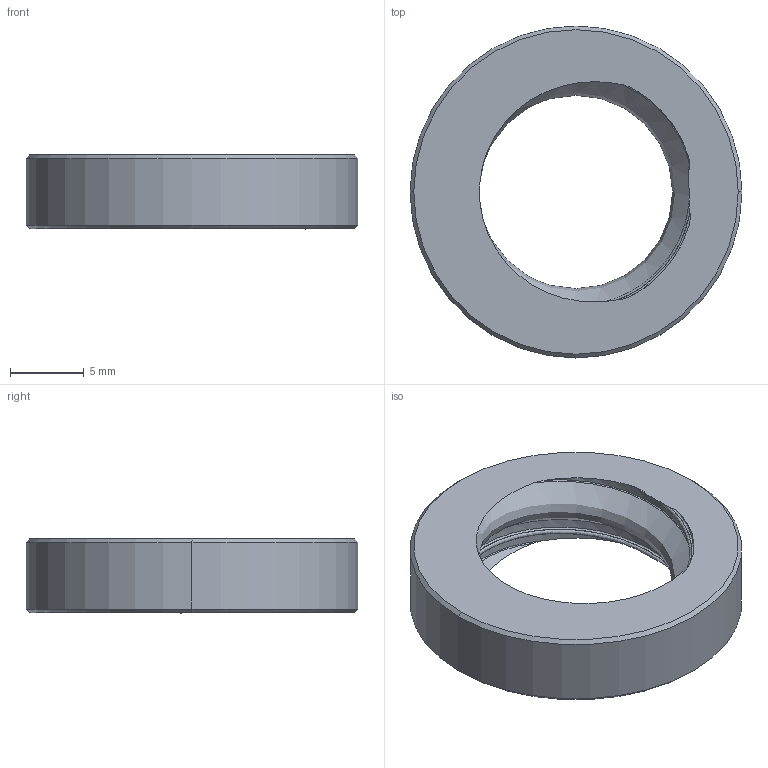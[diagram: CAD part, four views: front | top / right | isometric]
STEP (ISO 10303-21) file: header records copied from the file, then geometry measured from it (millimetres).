
FILE_DESCRIPTION (( 'STEP AP214' ), '1' );
FILE_NAME ('SFU1605 Washer Back.STEP', '2018-03-24T09:59:31', ( '' ), ( '' ), 'SwSTEP 2.0', 'SolidWorks 2017', '' );
FILE_SCHEMA (( 'AUTOMOTIVE_DESIGN' ));
Length unit declared in the file: millimetre
Products named in the file (1): SFU1605 Washer Back
Bounding box: 22.5 x 22.5 x 5.02 mm (x, y, z)
Volume: 1131.7 mm3; surface area: 1097.8 mm2
Topology: 1 solids, 1 shells, 22 faces, 56 edges, 36 vertices
Faces by surface type: cylinder 8, bspline 8, cone 4, plane 2
Entity records: 9506 total; most frequent: CARTESIAN_POINT 9045, ORIENTED_EDGE 112, DIRECTION 64, EDGE_CURVE 56, VERTEX_POINT 36, AXIS2_PLACEMENT_3D 27, EDGE_LOOP 24, FACE_OUTER_BOUND 22
